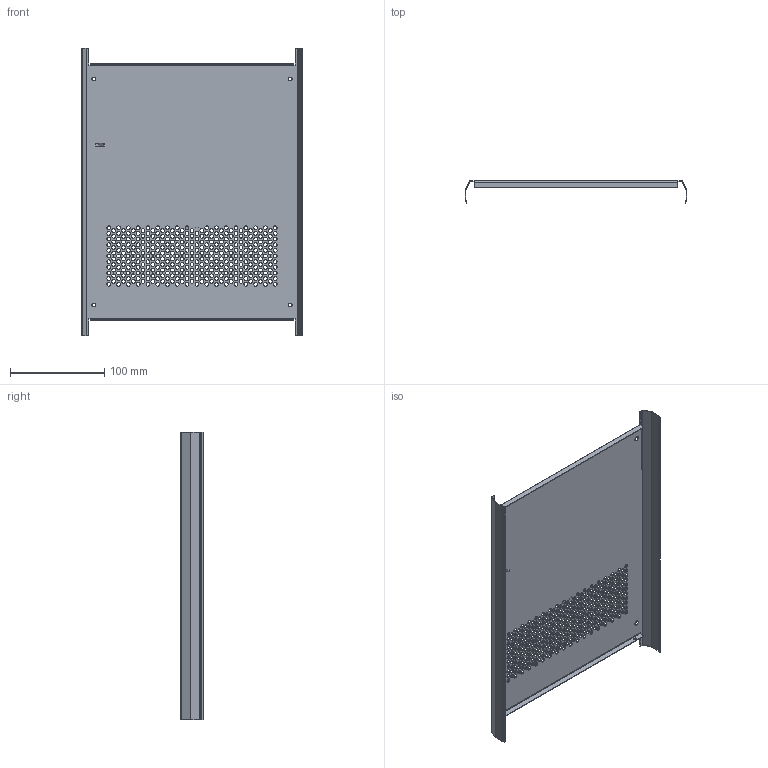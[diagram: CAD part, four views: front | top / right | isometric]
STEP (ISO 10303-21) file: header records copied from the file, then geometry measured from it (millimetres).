
FILE_DESCRIPTION((''),'2;1');
FILE_NAME('P00459XXMRXX_305','2014-09-05T',('wkoerber'),(''),'PRO/ENGINEER BY PARAMETRIC TECHNOLOGY CORPORATION, 2010160','PRO/ENGINEER BY PARAMETRIC TECHNOLOGY CORPORATION, 2010160','');
FILE_SCHEMA(('AUTOMOTIVE_DESIGN { 1 0 10303 214 1 1 1 1 }'));
Length unit declared in the file: millimetre
Products named in the file (1): P00459XXMRXX_305
Bounding box: 235.6 x 23.5 x 305.4 mm (x, y, z)
Volume: 52110.9 mm3; surface area: 153117.7 mm2
Topology: 2 solids, 2 shells, 864 faces, 2492 edges, 1632 vertices
Faces by surface type: cylinder 766, plane 90, cone 8
Entity records: 30766 total; most frequent: DIRECTION 5768, CARTESIAN_POINT 4989, ORIENTED_EDGE 4984, EDGE_CURVE 2492, AXIS2_PLACEMENT_3D 2412, VERTEX_POINT 1632, EDGE_LOOP 1616, CIRCLE 1548
